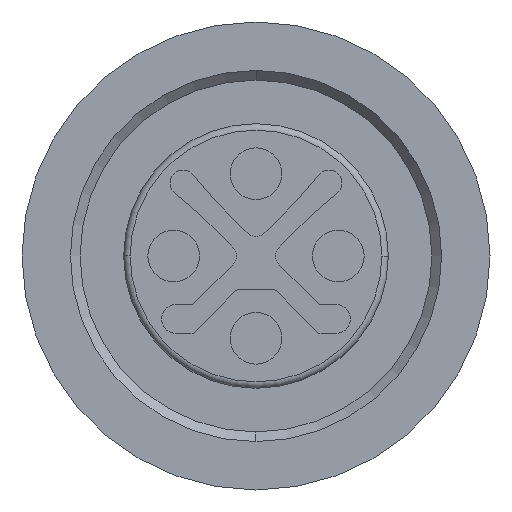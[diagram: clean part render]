
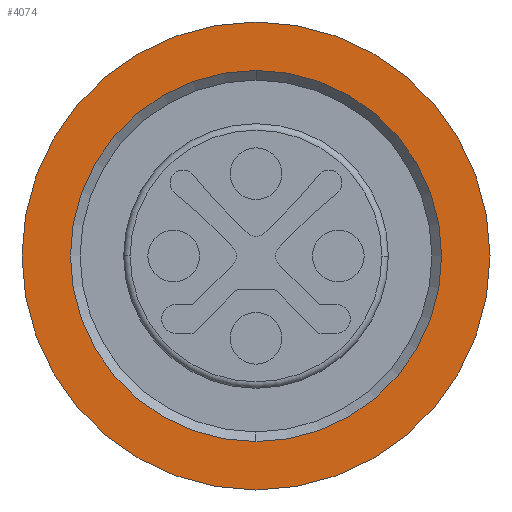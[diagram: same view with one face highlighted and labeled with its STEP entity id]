
A CAD part, left-side view. The second image highlights one B-rep face of the part: STEP entity #4074.
In plain terms, the highlighted planar face has unit normal (-1, 0, 0).
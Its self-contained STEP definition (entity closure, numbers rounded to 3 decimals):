
#15 = ORIENTED_EDGE ( 'NONE', *, *, #13666, .F. ) ;
#483 = PLANE ( 'NONE',  #10538 ) ;
#500 = VERTEX_POINT ( 'NONE', #11567 ) ;
#819 = CARTESIAN_POINT ( 'NONE',  ( -11.9, 0., 0. ) ) ;
#1369 = CARTESIAN_POINT ( 'NONE',  ( -11.9, 0., -5.75 ) ) ;
#1680 = CARTESIAN_POINT ( 'NONE',  ( -11.9, 0., 0. ) ) ;
#2018 = DIRECTION ( 'NONE',  ( 0., 0., -1. ) ) ;
#2081 = DIRECTION ( 'NONE',  ( 1., 0., 0. ) ) ;
#2099 = CIRCLE ( 'NONE', #11464, 5.75 ) ;
#2458 = AXIS2_PLACEMENT_3D ( 'NONE', #819, #9184, #2018 ) ;
#2634 = CARTESIAN_POINT ( 'NONE',  ( -11.9, 0., 5.75 ) ) ;
#2681 = AXIS2_PLACEMENT_3D ( 'NONE', #6059, #14378, #7251 ) ;
#2770 = EDGE_LOOP ( 'NONE', ( #15, #10219 ) ) ;
#2795 = CARTESIAN_POINT ( 'NONE',  ( -11.9, 0., -7.25 ) ) ;
#4074 = ADVANCED_FACE ( 'NONE', ( #13895, #10707 ), #483, .T. ) ;
#5290 = DIRECTION ( 'NONE',  ( 0., 0., 1. ) ) ;
#5978 = AXIS2_PLACEMENT_3D ( 'NONE', #6621, #14942, #7815 ) ;
#6059 = CARTESIAN_POINT ( 'NONE',  ( -11.9, 0., 0. ) ) ;
#6480 = EDGE_LOOP ( 'NONE', ( #7255, #9504 ) ) ;
#6621 = CARTESIAN_POINT ( 'NONE',  ( -11.9, 0., 0. ) ) ;
#6702 = VERTEX_POINT ( 'NONE', #2634 ) ;
#7251 = DIRECTION ( 'NONE',  ( 0., 0., -1. ) ) ;
#7255 = ORIENTED_EDGE ( 'NONE', *, *, #14130, .T. ) ;
#7815 = DIRECTION ( 'NONE',  ( 0., 0., 1. ) ) ;
#8227 = CIRCLE ( 'NONE', #2458, 7.25 ) ;
#9184 = DIRECTION ( 'NONE',  ( 1., 0., 0. ) ) ;
#9249 = CARTESIAN_POINT ( 'NONE',  ( -11.9, 0., 0. ) ) ;
#9504 = ORIENTED_EDGE ( 'NONE', *, *, #12176, .T. ) ;
#10219 = ORIENTED_EDGE ( 'NONE', *, *, #12823, .F. ) ;
#10424 = DIRECTION ( 'NONE',  ( 0., 0., 1. ) ) ;
#10538 = AXIS2_PLACEMENT_3D ( 'NONE', #1680, #12400, #5290 ) ;
#10707 = FACE_OUTER_BOUND ( 'NONE', #2770, .T. ) ;
#11119 = VERTEX_POINT ( 'NONE', #1369 ) ;
#11464 = AXIS2_PLACEMENT_3D ( 'NONE', #9249, #2081, #10424 ) ;
#11567 = CARTESIAN_POINT ( 'NONE',  ( -11.9, 0., 7.25 ) ) ;
#12176 = EDGE_CURVE ( 'NONE', #11119, #6702, #15289, .T. ) ;
#12400 = DIRECTION ( 'NONE',  ( -1., 0., 0. ) ) ;
#12823 = EDGE_CURVE ( 'NONE', #15427, #500, #8227, .T. ) ;
#13666 = EDGE_CURVE ( 'NONE', #500, #15427, #14166, .T. ) ;
#13895 = FACE_BOUND ( 'NONE', #6480, .T. ) ;
#14130 = EDGE_CURVE ( 'NONE', #6702, #11119, #2099, .T. ) ;
#14166 = CIRCLE ( 'NONE', #2681, 7.25 ) ;
#14378 = DIRECTION ( 'NONE',  ( 1., 0., 0. ) ) ;
#14942 = DIRECTION ( 'NONE',  ( 1., 0., 0. ) ) ;
#15289 = CIRCLE ( 'NONE', #5978, 5.75 ) ;
#15427 = VERTEX_POINT ( 'NONE', #2795 ) ;
